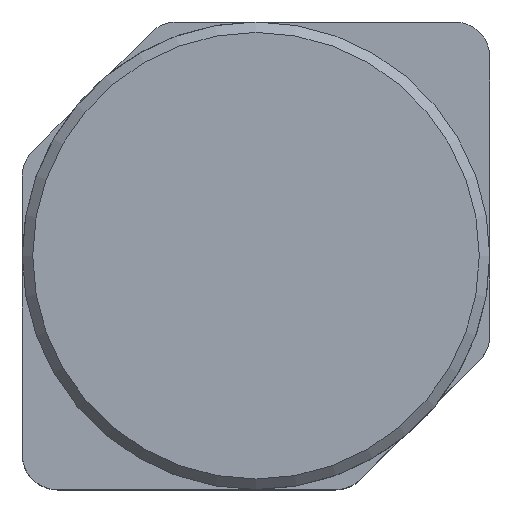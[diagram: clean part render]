
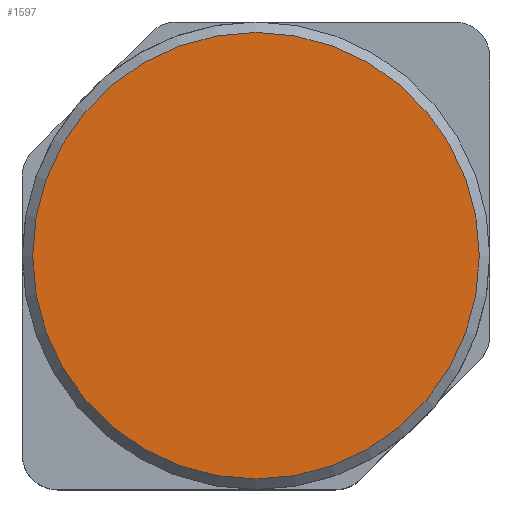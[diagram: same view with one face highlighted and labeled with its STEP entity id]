
A CAD part, top view. The second image highlights one B-rep face of the part: STEP entity #1597.
In plain terms, the highlighted planar face has unit normal (0, 0, 1).
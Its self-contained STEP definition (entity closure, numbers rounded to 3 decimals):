
#1495 = CONICAL_SURFACE('',#1496,3.35,0.785);
#1496 = AXIS2_PLACEMENT_3D('',#1497,#1498,#1499);
#1497 = CARTESIAN_POINT('',(0.,0.,3.85));
#1498 = DIRECTION('',(-0.,-0.,-1.));
#1499 = DIRECTION('',(1.,0.,0.));
#1549 = VERTEX_POINT('',#1550);
#1550 = CARTESIAN_POINT('',(3.2,0.,4.));
#1571 = EDGE_CURVE('',#1549,#1549,#1572,.T.);
#1572 = SURFACE_CURVE('',#1573,(#1578,#1585),.PCURVE_S1.);
#1573 = CIRCLE('',#1574,3.2);
#1574 = AXIS2_PLACEMENT_3D('',#1575,#1576,#1577);
#1575 = CARTESIAN_POINT('',(0.,0.,4.));
#1576 = DIRECTION('',(0.,0.,1.));
#1577 = DIRECTION('',(1.,0.,0.));
#1578 = PCURVE('',#1495,#1579);
#1579 = DEFINITIONAL_REPRESENTATION('',(#1580),#1584);
#1580 = LINE('',#1581,#1582);
#1581 = CARTESIAN_POINT('',(-0.,-0.15));
#1582 = VECTOR('',#1583,1.);
#1583 = DIRECTION('',(-1.,-0.));
#1584 = ( GEOMETRIC_REPRESENTATION_CONTEXT(2) 
PARAMETRIC_REPRESENTATION_CONTEXT() REPRESENTATION_CONTEXT('2D SPACE',''
  ) );
#1585 = PCURVE('',#1586,#1591);
#1586 = PLANE('',#1587);
#1587 = AXIS2_PLACEMENT_3D('',#1588,#1589,#1590);
#1588 = CARTESIAN_POINT('',(0.,0.,4.));
#1589 = DIRECTION('',(0.,0.,1.));
#1590 = DIRECTION('',(1.,0.,0.));
#1591 = DEFINITIONAL_REPRESENTATION('',(#1592),#1596);
#1592 = CIRCLE('',#1593,3.2);
#1593 = AXIS2_PLACEMENT_2D('',#1594,#1595);
#1594 = CARTESIAN_POINT('',(0.,0.));
#1595 = DIRECTION('',(1.,0.));
#1596 = ( GEOMETRIC_REPRESENTATION_CONTEXT(2) 
PARAMETRIC_REPRESENTATION_CONTEXT() REPRESENTATION_CONTEXT('2D SPACE',''
  ) );
#1597 = ADVANCED_FACE('',(#1598),#1586,.T.);
#1598 = FACE_BOUND('',#1599,.T.);
#1599 = EDGE_LOOP('',(#1600));
#1600 = ORIENTED_EDGE('',*,*,#1571,.T.);
